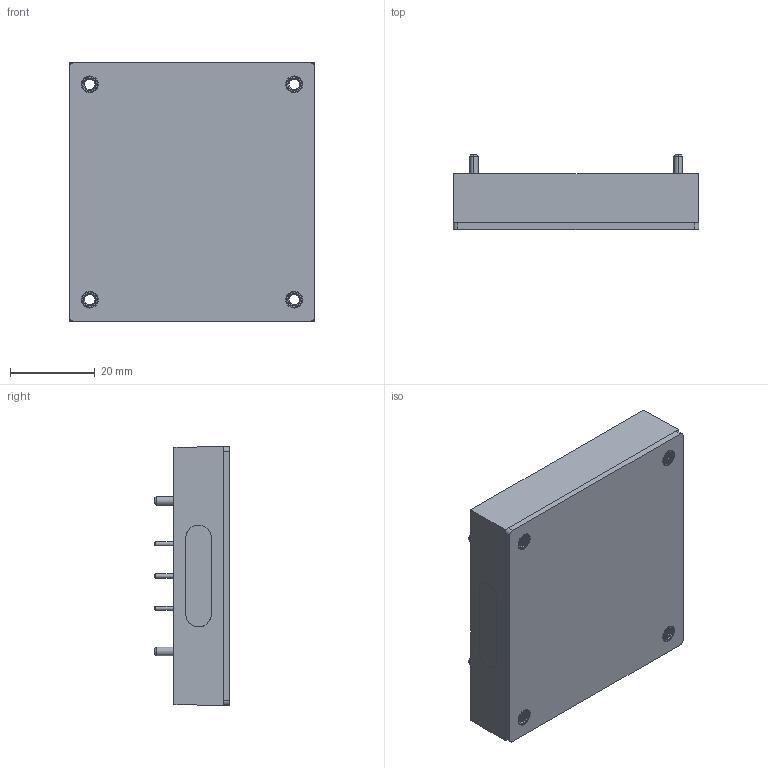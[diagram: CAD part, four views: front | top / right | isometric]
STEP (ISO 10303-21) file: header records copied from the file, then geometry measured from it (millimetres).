
FILE_DESCRIPTION (( 'STEP AP203' ), '1' );
FILE_NAME ('CHB350W.STEP', '2017-06-02T02:29:36', ( 'cincon' ), ( '' ), 'SwSTEP 2.0', 'SolidWorks 2017', '' );
FILE_SCHEMA (( 'CONFIG_CONTROL_DESIGN' ));
Length unit declared in the file: millimetre
Products named in the file (8): PCB 鋁基板 1.5mm 103,04,17; CHB150W CASE HB-6 (M-C425-02-M)G5117110012(加刻字); ｶ鷄IN G7211372129 ･ﾜｷNｹﾏ 103,04,17; CHB200W-48S05¶êPIN£p3x£p2x16.5mm(M-H019-01-P)G7211362004; CHB350 灌膠示意圖 103,04,17; CHB350W; CHB150W M3x12.6銅柱G75J1190011 示意圖 103,04,17
Assembly tree (17 placements, depth 3):
  CHB350W
    PCB 鋁基板 1.5mm 103,04,17
      PCB 鋁基板 1.5mm 103,04,17
      CHB150W M3x12.6銅柱G75J1190011 示意圖 103,04,17  x4
    CHB150W CASE HB-6 (M-C425-02-M)G5117110012(加刻字)
    ｶ鷄IN G7211372129 ･ﾜｷNｹﾏ 103,04,17  x5
    CHB200W-48S05¶êPIN£p3x£p2x16.5mm(M-H019-01-P)G7211362004  x4
    CHB350 灌膠示意圖 103,04,17
Bounding box: 57.9 x 17.7 x 61 mm (x, y, z)
Volume: 45699.8 mm3; surface area: 31096.4 mm2
Topology: 16 solids, 16 shells, 1194 faces, 3181 edges, 2096 vertices
Faces by surface type: plane 493, cylinder 360, bspline 155, cone 148, torus 38
Entity records: 33384 total; most frequent: CARTESIAN_POINT 15725, ORIENTED_EDGE 3756, DIRECTION 2842, EDGE_CURVE 1878, VERTEX_POINT 1242, VECTOR 1184, LINE 1184, AXIS2_PLACEMENT_3D 829
